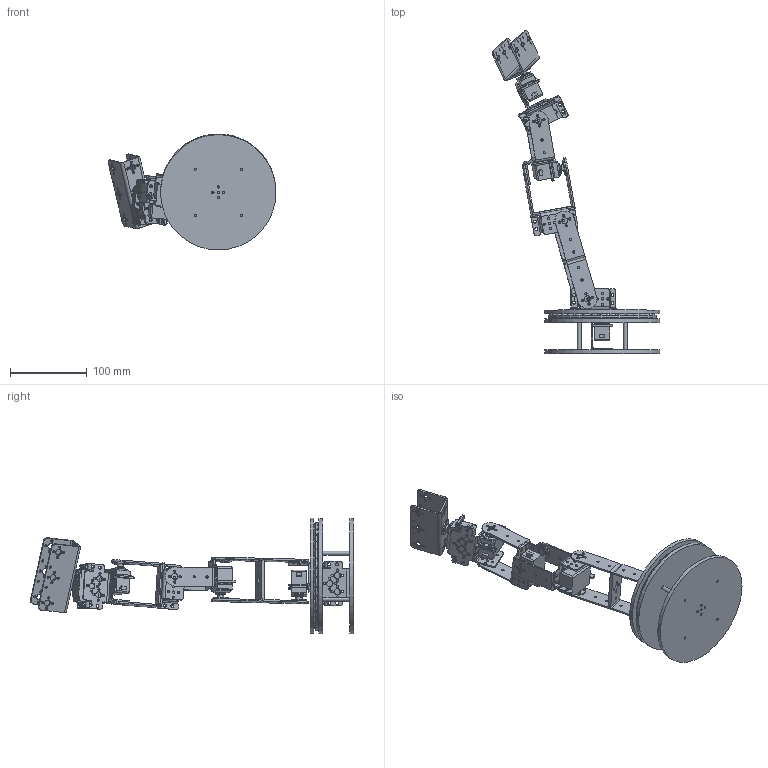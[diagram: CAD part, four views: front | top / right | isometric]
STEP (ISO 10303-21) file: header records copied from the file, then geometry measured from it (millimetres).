
FILE_DESCRIPTION(/* description */ (''),/* implementation_level */ '2;1');
FILE_NAME(/* name */ 'Ensamble_Modelo_6R.stp',/* time_stamp */ '2020-07-01T16:51:48-05:00',/* author */ ('Daniel Caycedo'),/* organization */ (''),/* preprocessor_version */ 'ST-DEVELOPER v16.5',/* originating_system */ 'Autodesk Inventor 2017',/* authorisation */ '');
FILE_SCHEMA (('AUTOMOTIVE_DESIGN { 1 0 10303 214 3 1 1 }'));
Products named in the file (8): Ensamble_Modelo_6R; Base_modelo_6R; Joint_1_modelo_6R; Joint_3_modelo_6R; Joint_4_modelo_6R; Joint_2_modelo_6R; Joint_5_modelo_6R; Servo Bracket - Long U_D‚faut
Assembly tree (7 placements, depth 2):
  Ensamble_Modelo_6R
    Base_modelo_6R
    Joint_1_modelo_6R
    Joint_3_modelo_6R
    Joint_4_modelo_6R
    Joint_2_modelo_6R
    Joint_5_modelo_6R
    Servo Bracket - Long U_D‚faut
Bounding box: 218.25 x 420.17 x 150.77 mm (x, y, z)
Volume: 217756.8 mm3; surface area: 264296.8 mm2
Topology: 7 solids, 55 shells, 1829 faces, 5080 edges, 3249 vertices
Faces by surface type: plane 851, cylinder 842, sphere 70, torus 60, cone 6
Full cylindrical faces by diameter (mm): 2.5 x24, 3 x236, 4 x56, 5 x4, 8 x42, 9 x70, 13 x6, 20 x7, 118 x1, 140 x1, 150 x3
Entity records: 56957 total; most frequent: DIRECTION 9820, CARTESIAN_POINT 9521, ORIENTED_EDGE 8738, EDGE_CURVE 4299, AXIS2_PLACEMENT_3D 3700, EDGE_LOOP 3105, VERTEX_POINT 3019, LINE 2420
